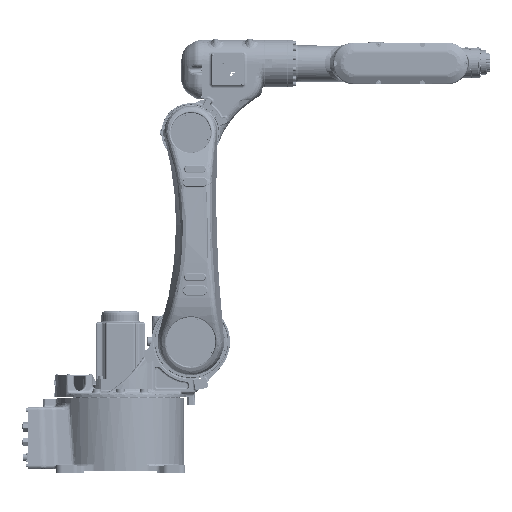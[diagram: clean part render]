
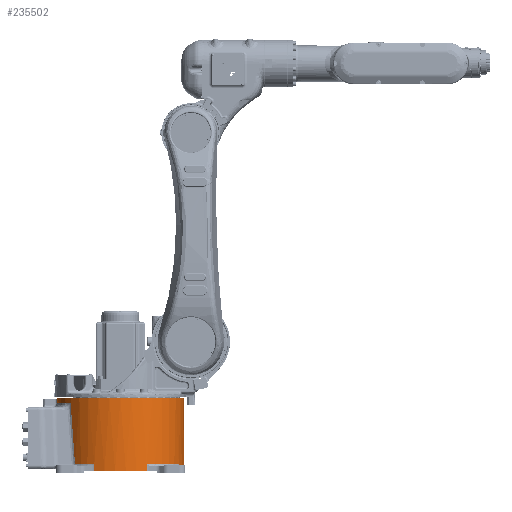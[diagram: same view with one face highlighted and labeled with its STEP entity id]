
A CAD part, front view. The second image highlights one B-rep face of the part: STEP entity #235502.
In plain terms, the highlighted cylindrical face has radius 168 mm (diameter 336 mm), a partial arc.
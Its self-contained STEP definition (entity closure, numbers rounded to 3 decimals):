
#1706 = CIRCLE ( 'NONE', #91433, 168. ) ;
#2239 = CARTESIAN_POINT ( 'NONE',  ( 0., 0., 18. ) ) ;
#3033 = AXIS2_PLACEMENT_3D ( 'NONE', #187670, #66519, #208119 ) ;
#3721 = VERTEX_POINT ( 'NONE', #112617 ) ;
#4470 = AXIS2_PLACEMENT_3D ( 'NONE', #209194, #87970, #229652 ) ;
#5759 = VERTEX_POINT ( 'NONE', #41166 ) ;
#5896 = CARTESIAN_POINT ( 'NONE',  ( -68.699, -153.311, 193. ) ) ;
#7652 = CARTESIAN_POINT ( 'NONE',  ( -166.868, -19.473, 180. ) ) ;
#7672 = ORIENTED_EDGE ( 'NONE', *, *, #80213, .T. ) ;
#8966 = EDGE_CURVE ( 'NONE', #185503, #251718, #133081, .T. ) ;
#17064 = EDGE_CURVE ( 'NONE', #185503, #5759, #189690, .T. ) ;
#17995 = CARTESIAN_POINT ( 'NONE',  ( -127.431, -109.643, 122.399 ) ) ;
#22495 = DIRECTION ( 'NONE',  ( -1., 0., 0. ) ) ;
#31240 = ORIENTED_EDGE ( 'NONE', *, *, #127876, .F. ) ;
#34750 = VERTEX_POINT ( 'NONE', #51186 ) ;
#36176 = CIRCLE ( 'NONE', #168598, 168. ) ;
#41166 = CARTESIAN_POINT ( 'NONE',  ( -68.699, -153.311, 0. ) ) ;
#42184 = VERTEX_POINT ( 'NONE', #259304 ) ;
#44287 = CIRCLE ( 'NONE', #3033, 168. ) ;
#47442 = VECTOR ( 'NONE', #125983, 1000. ) ;
#50154 = CARTESIAN_POINT ( 'NONE',  ( 0., 0., 18. ) ) ;
#51186 = CARTESIAN_POINT ( 'NONE',  ( 153.311, -68.699, 0. ) ) ;
#58717 = DIRECTION ( 'NONE',  ( 0., 0., -1. ) ) ;
#58757 = CARTESIAN_POINT ( 'NONE',  ( -123.489, -114.052, 68.399 ) ) ;
#58843 = VERTEX_POINT ( 'NONE', #113459 ) ;
#61573 = VECTOR ( 'NONE', #108428, 1000. ) ;
#61919 = CIRCLE ( 'NONE', #84838, 168. ) ;
#62382 = CARTESIAN_POINT ( 'NONE',  ( -119.417, -118.168, 18. ) ) ;
#66519 = DIRECTION ( 'NONE',  ( 0., 0., -1. ) ) ;
#67587 = VERTEX_POINT ( 'NONE', #7652 ) ;
#69171 = AXIS2_PLACEMENT_3D ( 'NONE', #86578, #228218, #106872 ) ;
#70250 = CARTESIAN_POINT ( 'NONE',  ( -68.699, -153.311, 18. ) ) ;
#70523 = DIRECTION ( 'NONE',  ( -1., 0., 0. ) ) ;
#71286 = VERTEX_POINT ( 'NONE', #220107 ) ;
#74343 = CIRCLE ( 'NONE', #242658, 168. ) ;
#78855 = LINE ( 'NONE', #246692, #234114 ) ;
#80213 = EDGE_CURVE ( 'NONE', #246994, #71286, #208181, .T. ) ;
#83112 = ORIENTED_EDGE ( 'NONE', *, *, #243421, .T. ) ;
#83884 = EDGE_CURVE ( 'NONE', #251718, #58843, #36176, .T. ) ;
#84838 = AXIS2_PLACEMENT_3D ( 'NONE', #179815, #58717, #200234 ) ;
#85713 = VECTOR ( 'NONE', #197738, 1000. ) ;
#86578 = CARTESIAN_POINT ( 'NONE',  ( 0., 0., 190. ) ) ;
#87970 = DIRECTION ( 'NONE',  ( 0., 0., -1. ) ) ;
#91433 = AXIS2_PLACEMENT_3D ( 'NONE', #2239, #143730, #22495 ) ;
#101193 = LINE ( 'NONE', #165763, #47442 ) ;
#106872 = DIRECTION ( 'NONE',  ( -1., 0., 0. ) ) ;
#107569 = DIRECTION ( 'NONE',  ( 0., 0., -1. ) ) ;
#108428 = DIRECTION ( 'NONE',  ( 0., 0., -1. ) ) ;
#108922 = DIRECTION ( 'NONE',  ( 0., 0., -1. ) ) ;
#110359 = DIRECTION ( 'NONE',  ( 0., 0., 1. ) ) ;
#112112 = ORIENTED_EDGE ( 'NONE', *, *, #239419, .F. ) ;
#112617 = CARTESIAN_POINT ( 'NONE',  ( -168., 0., 193. ) ) ;
#113459 = CARTESIAN_POINT ( 'NONE',  ( 153.311, -68.699, 18. ) ) ;
#114058 = ORIENTED_EDGE ( 'NONE', *, *, #83884, .T. ) ;
#118344 = CARTESIAN_POINT ( 'NONE',  ( 168., 0., 193. ) ) ;
#125983 = DIRECTION ( 'NONE',  ( 0., 0., -1. ) ) ;
#126416 = ORIENTED_EDGE ( 'NONE', *, *, #240082, .T. ) ;
#127876 = EDGE_CURVE ( 'NONE', #191692, #178403, #141357, .T. ) ;
#133081 = LINE ( 'NONE', #198287, #85713 ) ;
#137147 = VERTEX_POINT ( 'NONE', #70250 ) ;
#140630 = CARTESIAN_POINT ( 'NONE',  ( 168., 0., 0. ) ) ;
#141357 = LINE ( 'NONE', #210720, #188836 ) ;
#143730 = DIRECTION ( 'NONE',  ( 0., 0., 1. ) ) ;
#147988 = ORIENTED_EDGE ( 'NONE', *, *, #191864, .T. ) ;
#152792 = ORIENTED_EDGE ( 'NONE', *, *, #173616, .T. ) ;
#156051 = CARTESIAN_POINT ( 'NONE',  ( 0., 0., 193. ) ) ;
#157304 = AXIS2_PLACEMENT_3D ( 'NONE', #156051, #257018, #196755 ) ;
#159523 = CARTESIAN_POINT ( 'NONE',  ( -131.193, -104.94, 180. ) ) ;
#160829 = CARTESIAN_POINT ( 'NONE',  ( 68.699, -153.311, 0. ) ) ;
#165097 = CARTESIAN_POINT ( 'NONE',  ( -168., 0., 190. ) ) ;
#165763 = CARTESIAN_POINT ( 'NONE',  ( -166.868, -19.473, 193. ) ) ;
#166229 = EDGE_LOOP ( 'NONE', ( #31240, #235739, #83112, #7672, #152792, #126416, #237319, #199328, #147988, #256121, #262561, #114058, #217453, #112112 ) ) ;
#168598 = AXIS2_PLACEMENT_3D ( 'NONE', #50154, #191706, #70523 ) ;
#169106 = LINE ( 'NONE', #229804, #61573 ) ;
#169153 = EDGE_CURVE ( 'NONE', #42184, #196883, #193756, .T. ) ;
#171828 = VECTOR ( 'NONE', #107569, 1000. ) ;
#173616 = EDGE_CURVE ( 'NONE', #71286, #67587, #101193, .T. ) ;
#176508 = FACE_OUTER_BOUND ( 'NONE', #166229, .T. ) ;
#178403 = VERTEX_POINT ( 'NONE', #140630 ) ;
#179815 = CARTESIAN_POINT ( 'NONE',  ( 0., 0., 0. ) ) ;
#181154 = EDGE_CURVE ( 'NONE', #196883, #137147, #1706, .T. ) ;
#184517 = LINE ( 'NONE', #5896, #171828 ) ;
#185465 = DIRECTION ( 'NONE',  ( 0., 0., -1. ) ) ;
#185503 = VERTEX_POINT ( 'NONE', #160829 ) ;
#187670 = CARTESIAN_POINT ( 'NONE',  ( 0., 0., 193. ) ) ;
#188836 = VECTOR ( 'NONE', #108922, 1000. ) ;
#189690 = CIRCLE ( 'NONE', #4470, 168. ) ;
#191692 = VERTEX_POINT ( 'NONE', #118344 ) ;
#191706 = DIRECTION ( 'NONE',  ( 0., 0., 1. ) ) ;
#191864 = EDGE_CURVE ( 'NONE', #137147, #5759, #184517, .T. ) ;
#193756 = B_SPLINE_CURVE_WITH_KNOTS ( 'NONE', 3,
 ( #159523, #17995, #58757, #200268 ),
 .UNSPECIFIED., .F., .F.,
 ( 4, 4 ),
 ( 0., 1. ),
 .UNSPECIFIED. ) ;
#196755 = DIRECTION ( 'NONE',  ( -1., 0., 0. ) ) ;
#196883 = VERTEX_POINT ( 'NONE', #62382 ) ;
#197738 = DIRECTION ( 'NONE',  ( 0., 0., 1. ) ) ;
#198287 = CARTESIAN_POINT ( 'NONE',  ( 68.699, -153.311, 193. ) ) ;
#199328 = ORIENTED_EDGE ( 'NONE', *, *, #181154, .T. ) ;
#200234 = DIRECTION ( 'NONE',  ( -1., 0., 0. ) ) ;
#200268 = CARTESIAN_POINT ( 'NONE',  ( -119.417, -118.168, 18. ) ) ;
#207032 = EDGE_CURVE ( 'NONE', #58843, #34750, #78855, .T. ) ;
#208119 = DIRECTION ( 'NONE',  ( -1., 0., 0. ) ) ;
#208181 = CIRCLE ( 'NONE', #69171, 168. ) ;
#209194 = CARTESIAN_POINT ( 'NONE',  ( 0., 0., 0. ) ) ;
#210720 = CARTESIAN_POINT ( 'NONE',  ( 168., 0., 193. ) ) ;
#217453 = ORIENTED_EDGE ( 'NONE', *, *, #207032, .T. ) ;
#220107 = CARTESIAN_POINT ( 'NONE',  ( -166.868, -19.473, 190. ) ) ;
#224147 = CYLINDRICAL_SURFACE ( 'NONE', #157304, 168. ) ;
#228218 = DIRECTION ( 'NONE',  ( 0., 0., 1. ) ) ;
#229652 = DIRECTION ( 'NONE',  ( -1., 0., 0. ) ) ;
#229804 = CARTESIAN_POINT ( 'NONE',  ( -168., 0., 193. ) ) ;
#231732 = CARTESIAN_POINT ( 'NONE',  ( 0., 0., 180. ) ) ;
#234114 = VECTOR ( 'NONE', #185465, 1000. ) ;
#235502 = ADVANCED_FACE ( 'NONE', ( #176508 ), #224147, .T. ) ;
#235739 = ORIENTED_EDGE ( 'NONE', *, *, #249673, .T. ) ;
#237319 = ORIENTED_EDGE ( 'NONE', *, *, #169153, .T. ) ;
#239419 = EDGE_CURVE ( 'NONE', #178403, #34750, #61919, .T. ) ;
#240082 = EDGE_CURVE ( 'NONE', #67587, #42184, #74343, .T. ) ;
#242431 = CARTESIAN_POINT ( 'NONE',  ( 68.699, -153.311, 18. ) ) ;
#242658 = AXIS2_PLACEMENT_3D ( 'NONE', #231732, #110359, #252043 ) ;
#243421 = EDGE_CURVE ( 'NONE', #3721, #246994, #169106, .T. ) ;
#246692 = CARTESIAN_POINT ( 'NONE',  ( 153.311, -68.699, 193. ) ) ;
#246994 = VERTEX_POINT ( 'NONE', #165097 ) ;
#249673 = EDGE_CURVE ( 'NONE', #191692, #3721, #44287, .T. ) ;
#251718 = VERTEX_POINT ( 'NONE', #242431 ) ;
#252043 = DIRECTION ( 'NONE',  ( -1., 0., 0. ) ) ;
#256121 = ORIENTED_EDGE ( 'NONE', *, *, #17064, .F. ) ;
#257018 = DIRECTION ( 'NONE',  ( 0., 0., -1. ) ) ;
#259304 = CARTESIAN_POINT ( 'NONE',  ( -131.193, -104.94, 180. ) ) ;
#262561 = ORIENTED_EDGE ( 'NONE', *, *, #8966, .T. ) ;
